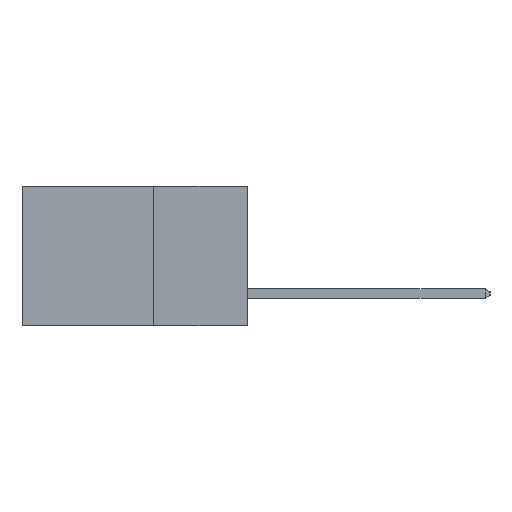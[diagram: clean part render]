
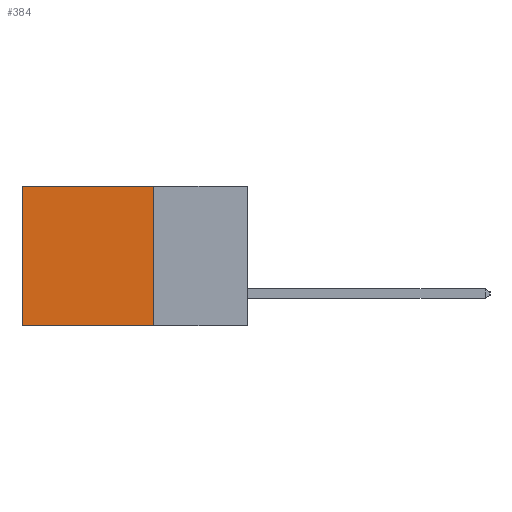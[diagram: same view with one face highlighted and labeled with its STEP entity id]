
A CAD part, left-side view. The second image highlights one B-rep face of the part: STEP entity #384.
In plain terms, the highlighted planar face has unit normal (-1, 0, 0).
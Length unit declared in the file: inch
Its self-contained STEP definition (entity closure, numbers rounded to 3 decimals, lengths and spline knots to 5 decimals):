
#16 = DIRECTION ( 'NONE',  ( 0., 1., 0. ) ) ;
#43 = CARTESIAN_POINT ( 'NONE',  ( 0.2615, 0.25, 0. ) ) ;
#294 = LINE ( 'NONE', #8861, #6260 ) ;
#308 = LINE ( 'NONE', #4473, #7862 ) ;
#384 = ADVANCED_FACE ( 'NONE', ( #1644 ), #5969, .F. ) ;
#588 = CARTESIAN_POINT ( 'NONE',  ( 0.2615, 0.25, -0.37 ) ) ;
#626 = CARTESIAN_POINT ( 'NONE',  ( 0.2615, 0.6, -0.37 ) ) ;
#674 = VERTEX_POINT ( 'NONE', #7254 ) ;
#1523 = EDGE_CURVE ( 'NONE', #2201, #8717, #3522, .T. ) ;
#1644 = FACE_OUTER_BOUND ( 'NONE', #4252, .T. ) ;
#1703 = LINE ( 'NONE', #43, #7211 ) ;
#1838 = EDGE_CURVE ( 'NONE', #674, #2201, #308, .T. ) ;
#1852 = DIRECTION ( 'NONE',  ( 0., 1., 0. ) ) ;
#2077 = DIRECTION ( 'NONE',  ( 0., 0., -1. ) ) ;
#2089 = CARTESIAN_POINT ( 'NONE',  ( 0.2615, 0.25, -0.37 ) ) ;
#2201 = VERTEX_POINT ( 'NONE', #2089 ) ;
#2296 = EDGE_CURVE ( 'NONE', #4193, #8717, #294, .T. ) ;
#2334 = ORIENTED_EDGE ( 'NONE', *, *, #2296, .T. ) ;
#2388 = ORIENTED_EDGE ( 'NONE', *, *, #1523, .F. ) ;
#2403 = ORIENTED_EDGE ( 'NONE', *, *, #1838, .F. ) ;
#2430 = ORIENTED_EDGE ( 'NONE', *, *, #5471, .T. ) ;
#3054 = VECTOR ( 'NONE', #1852, 39.37008 ) ;
#3522 = LINE ( 'NONE', #588, #3054 ) ;
#4090 = DIRECTION ( 'NONE',  ( 0., 0., -1. ) ) ;
#4133 = AXIS2_PLACEMENT_3D ( 'NONE', #8862, #7995, #8097 ) ;
#4193 = VERTEX_POINT ( 'NONE', #7844 ) ;
#4252 = EDGE_LOOP ( 'NONE', ( #2334, #2388, #2403, #2430 ) ) ;
#4473 = CARTESIAN_POINT ( 'NONE',  ( 0.2615, 0.25, -0.37 ) ) ;
#5471 = EDGE_CURVE ( 'NONE', #674, #4193, #1703, .T. ) ;
#5969 = PLANE ( 'NONE',  #4133 ) ;
#6260 = VECTOR ( 'NONE', #2077, 39.37008 ) ;
#7211 = VECTOR ( 'NONE', #16, 39.37008 ) ;
#7254 = CARTESIAN_POINT ( 'NONE',  ( 0.2615, 0.25, 0. ) ) ;
#7844 = CARTESIAN_POINT ( 'NONE',  ( 0.2615, 0.6, 0. ) ) ;
#7862 = VECTOR ( 'NONE', #4090, 39.37008 ) ;
#7995 = DIRECTION ( 'NONE',  ( 1., 0., 0. ) ) ;
#8097 = DIRECTION ( 'NONE',  ( 0., 0., -1. ) ) ;
#8717 = VERTEX_POINT ( 'NONE', #626 ) ;
#8861 = CARTESIAN_POINT ( 'NONE',  ( 0.2615, 0.6, -0.37 ) ) ;
#8862 = CARTESIAN_POINT ( 'NONE',  ( 0.2615, 0.25, -0.37 ) ) ;
